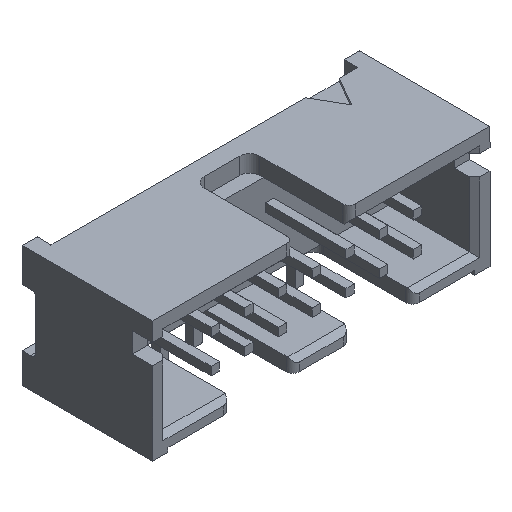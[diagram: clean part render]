
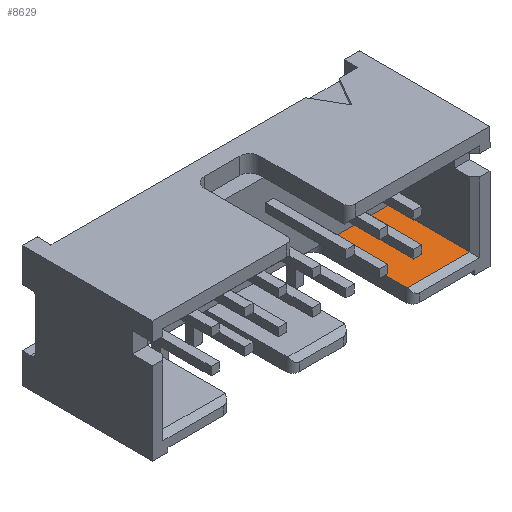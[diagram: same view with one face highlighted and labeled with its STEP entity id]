
A CAD part, isometric view. The second image highlights one B-rep face of the part: STEP entity #8629.
In plain terms, the highlighted face is planar.
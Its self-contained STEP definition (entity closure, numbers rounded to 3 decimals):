
#4443 = PLANE('',#4444);
#4444 = AXIS2_PLACEMENT_3D('',#4445,#4446,#4447);
#4445 = CARTESIAN_POINT('',(0.,0.,-6.477));
#4446 = DIRECTION('',(0.,0.,-1.));
#4447 = DIRECTION('',(1.,0.,0.));
#5841 = VERTEX_POINT('',#5842);
#5842 = CARTESIAN_POINT('',(11.557,-3.239,-6.477));
#5856 = PLANE('',#5857);
#5857 = AXIS2_PLACEMENT_3D('',#5858,#5859,#5860);
#5858 = CARTESIAN_POINT('',(11.557,-3.239,0.));
#5859 = DIRECTION('',(1.,0.,0.));
#5860 = DIRECTION('',(-0.,1.,0.));
#5868 = EDGE_CURVE('',#5869,#5841,#5871,.T.);
#5869 = VERTEX_POINT('',#5870);
#5870 = CARTESIAN_POINT('',(6.858,-3.239,-6.477));
#5871 = SURFACE_CURVE('',#5872,(#5876,#5883),.PCURVE_S1.);
#5872 = LINE('',#5873,#5874);
#5873 = CARTESIAN_POINT('',(6.858,-3.239,-6.477));
#5874 = VECTOR('',#5875,1.);
#5875 = DIRECTION('',(1.,0.,0.));
#5876 = PCURVE('',#4443,#5877);
#5877 = DEFINITIONAL_REPRESENTATION('',(#5878),#5882);
#5878 = LINE('',#5879,#5880);
#5879 = CARTESIAN_POINT('',(6.858,3.239));
#5880 = VECTOR('',#5881,1.);
#5881 = DIRECTION('',(1.,0.));
#5882 = ( GEOMETRIC_REPRESENTATION_CONTEXT(2) 
PARAMETRIC_REPRESENTATION_CONTEXT() REPRESENTATION_CONTEXT('2D SPACE',''
  ) );
#5883 = PCURVE('',#5884,#5889);
#5884 = PLANE('',#5885);
#5885 = AXIS2_PLACEMENT_3D('',#5886,#5887,#5888);
#5886 = CARTESIAN_POINT('',(-11.557,-3.239,0.));
#5887 = DIRECTION('',(0.,-1.,0.));
#5888 = DIRECTION('',(1.,0.,0.));
#5889 = DEFINITIONAL_REPRESENTATION('',(#5890),#5894);
#5890 = LINE('',#5891,#5892);
#5891 = CARTESIAN_POINT('',(18.415,-6.477));
#5892 = VECTOR('',#5893,1.);
#5893 = DIRECTION('',(1.,0.));
#5894 = ( GEOMETRIC_REPRESENTATION_CONTEXT(2) 
PARAMETRIC_REPRESENTATION_CONTEXT() REPRESENTATION_CONTEXT('2D SPACE',''
  ) );
#8176 = PLANE('',#8177);
#8177 = AXIS2_PLACEMENT_3D('',#8178,#8179,#8180);
#8178 = CARTESIAN_POINT('',(6.858,-4.255,-6.731));
#8179 = DIRECTION('',(1.,0.,0.));
#8180 = DIRECTION('',(0.,0.,1.));
#8209 = CYLINDRICAL_SURFACE('',#8210,0.508);
#8210 = AXIS2_PLACEMENT_3D('',#8211,#8212,#8213);
#8211 = CARTESIAN_POINT('',(7.366,-4.255,-0.508));
#8212 = DIRECTION('',(0.,-1.,0.));
#8213 = DIRECTION('',(1.,0.,0.));
#8629 = ADVANCED_FACE('',(#8630),#5884,.F.);
#8630 = FACE_BOUND('',#8631,.F.);
#8631 = EDGE_LOOP('',(#8632,#8655,#8656,#8679,#8707));
#8632 = ORIENTED_EDGE('',*,*,#8633,.F.);
#8633 = EDGE_CURVE('',#5869,#8634,#8636,.T.);
#8634 = VERTEX_POINT('',#8635);
#8635 = CARTESIAN_POINT('',(6.858,-3.239,-0.508));
#8636 = SURFACE_CURVE('',#8637,(#8641,#8648),.PCURVE_S1.);
#8637 = LINE('',#8638,#8639);
#8638 = CARTESIAN_POINT('',(6.858,-3.239,-6.477));
#8639 = VECTOR('',#8640,1.);
#8640 = DIRECTION('',(0.,0.,1.));
#8641 = PCURVE('',#5884,#8642);
#8642 = DEFINITIONAL_REPRESENTATION('',(#8643),#8647);
#8643 = LINE('',#8644,#8645);
#8644 = CARTESIAN_POINT('',(18.415,-6.477));
#8645 = VECTOR('',#8646,1.);
#8646 = DIRECTION('',(0.,1.));
#8647 = ( GEOMETRIC_REPRESENTATION_CONTEXT(2) 
PARAMETRIC_REPRESENTATION_CONTEXT() REPRESENTATION_CONTEXT('2D SPACE',''
  ) );
#8648 = PCURVE('',#8176,#8649);
#8649 = DEFINITIONAL_REPRESENTATION('',(#8650),#8654);
#8650 = LINE('',#8651,#8652);
#8651 = CARTESIAN_POINT('',(0.254,-1.016));
#8652 = VECTOR('',#8653,1.);
#8653 = DIRECTION('',(1.,0.));
#8654 = ( GEOMETRIC_REPRESENTATION_CONTEXT(2) 
PARAMETRIC_REPRESENTATION_CONTEXT() REPRESENTATION_CONTEXT('2D SPACE',''
  ) );
#8655 = ORIENTED_EDGE('',*,*,#5868,.T.);
#8656 = ORIENTED_EDGE('',*,*,#8657,.F.);
#8657 = EDGE_CURVE('',#8658,#5841,#8660,.T.);
#8658 = VERTEX_POINT('',#8659);
#8659 = CARTESIAN_POINT('',(11.557,-3.239,-0.381));
#8660 = SURFACE_CURVE('',#8661,(#8665,#8672),.PCURVE_S1.);
#8661 = LINE('',#8662,#8663);
#8662 = CARTESIAN_POINT('',(11.557,-3.239,-0.381));
#8663 = VECTOR('',#8664,1.);
#8664 = DIRECTION('',(0.,0.,-1.));
#8665 = PCURVE('',#5884,#8666);
#8666 = DEFINITIONAL_REPRESENTATION('',(#8667),#8671);
#8667 = LINE('',#8668,#8669);
#8668 = CARTESIAN_POINT('',(23.114,-0.381));
#8669 = VECTOR('',#8670,1.);
#8670 = DIRECTION('',(0.,-1.));
#8671 = ( GEOMETRIC_REPRESENTATION_CONTEXT(2) 
PARAMETRIC_REPRESENTATION_CONTEXT() REPRESENTATION_CONTEXT('2D SPACE',''
  ) );
#8672 = PCURVE('',#5856,#8673);
#8673 = DEFINITIONAL_REPRESENTATION('',(#8674),#8678);
#8674 = LINE('',#8675,#8676);
#8675 = CARTESIAN_POINT('',(0.,-0.381));
#8676 = VECTOR('',#8677,1.);
#8677 = DIRECTION('',(0.,-1.));
#8678 = ( GEOMETRIC_REPRESENTATION_CONTEXT(2) 
PARAMETRIC_REPRESENTATION_CONTEXT() REPRESENTATION_CONTEXT('2D SPACE',''
  ) );
#8679 = ORIENTED_EDGE('',*,*,#8680,.T.);
#8680 = EDGE_CURVE('',#8658,#8681,#8683,.T.);
#8681 = VERTEX_POINT('',#8682);
#8682 = CARTESIAN_POINT('',(6.874,-3.239,-0.381));
#8683 = SURFACE_CURVE('',#8684,(#8688,#8695),.PCURVE_S1.);
#8684 = LINE('',#8685,#8686);
#8685 = CARTESIAN_POINT('',(11.557,-3.239,-0.381));
#8686 = VECTOR('',#8687,1.);
#8687 = DIRECTION('',(-1.,0.,0.));
#8688 = PCURVE('',#5884,#8689);
#8689 = DEFINITIONAL_REPRESENTATION('',(#8690),#8694);
#8690 = LINE('',#8691,#8692);
#8691 = CARTESIAN_POINT('',(23.114,-0.381));
#8692 = VECTOR('',#8693,1.);
#8693 = DIRECTION('',(-1.,0.));
#8694 = ( GEOMETRIC_REPRESENTATION_CONTEXT(2) 
PARAMETRIC_REPRESENTATION_CONTEXT() REPRESENTATION_CONTEXT('2D SPACE',''
  ) );
#8695 = PCURVE('',#8696,#8701);
#8696 = PLANE('',#8697);
#8697 = AXIS2_PLACEMENT_3D('',#8698,#8699,#8700);
#8698 = CARTESIAN_POINT('',(0.,-3.429,-0.191));
#8699 = DIRECTION('',(0.,0.707,0.707));
#8700 = DIRECTION('',(0.,0.707,-0.707));
#8701 = DEFINITIONAL_REPRESENTATION('',(#8702),#8706);
#8702 = LINE('',#8703,#8704);
#8703 = CARTESIAN_POINT('',(0.269,-11.557));
#8704 = VECTOR('',#8705,1.);
#8705 = DIRECTION('',(0.,1.));
#8706 = ( GEOMETRIC_REPRESENTATION_CONTEXT(2) 
PARAMETRIC_REPRESENTATION_CONTEXT() REPRESENTATION_CONTEXT('2D SPACE',''
  ) );
#8707 = ORIENTED_EDGE('',*,*,#8708,.T.);
#8708 = EDGE_CURVE('',#8681,#8634,#8709,.T.);
#8709 = SURFACE_CURVE('',#8710,(#8715,#8722),.PCURVE_S1.);
#8710 = CIRCLE('',#8711,0.508);
#8711 = AXIS2_PLACEMENT_3D('',#8712,#8713,#8714);
#8712 = CARTESIAN_POINT('',(7.366,-3.239,-0.508));
#8713 = DIRECTION('',(0.,-1.,0.));
#8714 = DIRECTION('',(-0.968,0.,0.25));
#8715 = PCURVE('',#5884,#8716);
#8716 = DEFINITIONAL_REPRESENTATION('',(#8717),#8721);
#8717 = CIRCLE('',#8718,0.508);
#8718 = AXIS2_PLACEMENT_2D('',#8719,#8720);
#8719 = CARTESIAN_POINT('',(18.923,-0.508));
#8720 = DIRECTION('',(-0.968,0.25));
#8721 = ( GEOMETRIC_REPRESENTATION_CONTEXT(2) 
PARAMETRIC_REPRESENTATION_CONTEXT() REPRESENTATION_CONTEXT('2D SPACE',''
  ) );
#8722 = PCURVE('',#8209,#8723);
#8723 = DEFINITIONAL_REPRESENTATION('',(#8724),#8750);
#8724 = B_SPLINE_CURVE_WITH_KNOTS('',3,(#8725,#8726,#8727,#8728,#8729,
    #8730,#8731,#8732,#8733,#8734,#8735,#8736,#8737,#8738,#8739,#8740,
    #8741,#8742,#8743,#8744,#8745,#8746,#8747,#8748,#8749),
  .UNSPECIFIED.,.F.,.F.,(4,1,1,1,1,1,1,1,1,1,1,1,1,1,1,1,1,1,1,1,1,1,4),
  (0.,0.011,0.023,0.034,
    0.046,0.057,0.069,
    0.08,0.092,0.103,0.115,
    0.126,0.138,0.149,0.161,
    0.172,0.184,0.195,0.207,
    0.218,0.23,0.241,0.253),
  .QUASI_UNIFORM_KNOTS.);
#8725 = CARTESIAN_POINT('',(2.889,-1.016));
#8726 = CARTESIAN_POINT('',(2.893,-1.016));
#8727 = CARTESIAN_POINT('',(2.9,-1.016));
#8728 = CARTESIAN_POINT('',(2.912,-1.016));
#8729 = CARTESIAN_POINT('',(2.923,-1.016));
#8730 = CARTESIAN_POINT('',(2.935,-1.016));
#8731 = CARTESIAN_POINT('',(2.946,-1.016));
#8732 = CARTESIAN_POINT('',(2.958,-1.016));
#8733 = CARTESIAN_POINT('',(2.969,-1.016));
#8734 = CARTESIAN_POINT('',(2.981,-1.016));
#8735 = CARTESIAN_POINT('',(2.992,-1.016));
#8736 = CARTESIAN_POINT('',(3.004,-1.016));
#8737 = CARTESIAN_POINT('',(3.015,-1.016));
#8738 = CARTESIAN_POINT('',(3.027,-1.016));
#8739 = CARTESIAN_POINT('',(3.038,-1.016));
#8740 = CARTESIAN_POINT('',(3.05,-1.016));
#8741 = CARTESIAN_POINT('',(3.061,-1.016));
#8742 = CARTESIAN_POINT('',(3.073,-1.016));
#8743 = CARTESIAN_POINT('',(3.084,-1.016));
#8744 = CARTESIAN_POINT('',(3.096,-1.016));
#8745 = CARTESIAN_POINT('',(3.107,-1.016));
#8746 = CARTESIAN_POINT('',(3.119,-1.016));
#8747 = CARTESIAN_POINT('',(3.13,-1.016));
#8748 = CARTESIAN_POINT('',(3.138,-1.016));
#8749 = CARTESIAN_POINT('',(3.142,-1.016));
#8750 = ( GEOMETRIC_REPRESENTATION_CONTEXT(2) 
PARAMETRIC_REPRESENTATION_CONTEXT() REPRESENTATION_CONTEXT('2D SPACE',''
  ) );
